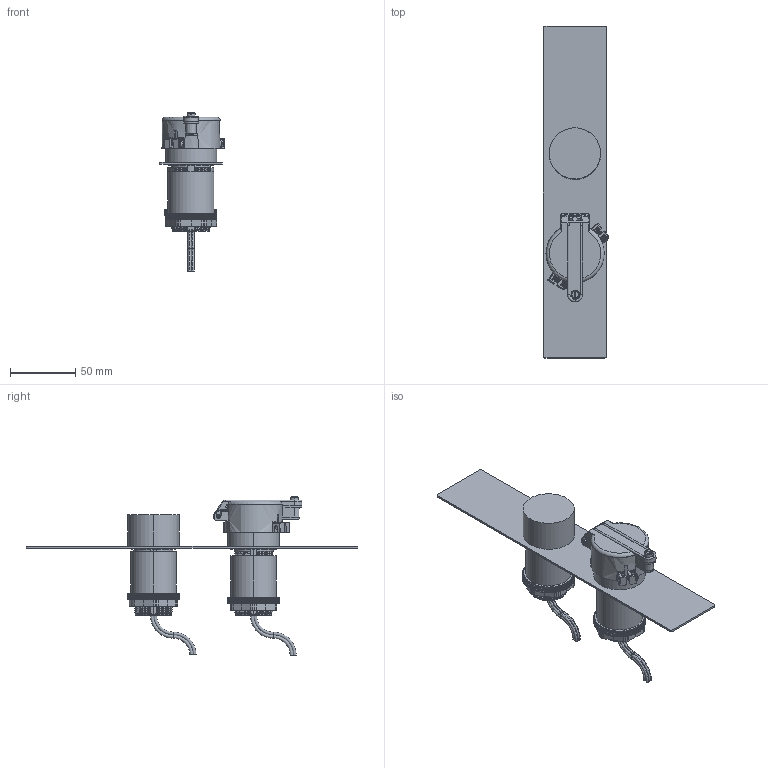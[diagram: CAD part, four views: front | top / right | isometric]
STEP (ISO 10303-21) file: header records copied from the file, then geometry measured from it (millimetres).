
FILE_DESCRIPTION (( 'STEP AP214' ), '1' );
FILE_NAME ('R-3WMT-LMF.STEP', '2018-07-25T15:59:09', ( '' ), ( '' ), 'SwSTEP 2.0', 'SolidWorks 2017', '' );
FILE_SCHEMA (( 'AUTOMOTIVE_DESIGN' ));
Length unit declared in the file: millimetre
Products named in the file (19): R-3MT-KIT-x_3D8; R-3MT-KIT-x_3D7; R-3MT-KIT-x_3D6; R-3MT-KIT-x_3D5; R-3MT-KIT-x_3D4; keystone-PN2413; 90380A110panheadplastite 4-20x1_2; R-3MT_UNIT_1; S10; R-3W; R-3W_NUT; R-3W-SLEEVE; R-3W-SEAL; R-3W-UNIT; P-S10S21-LMF_FP060_1; R-3WMT-LMF; S21; R-3MT-KIT-x_3D10; R-3MT-KIT-x_3D9
Assembly tree (19 placements, depth 4):
  R-3WMT-LMF
    P-S10S21-LMF_FP060_1
    S10
      R-3W
        R-3W-UNIT
        R-3W-SEAL
        R-3W-SLEEVE
        R-3W_NUT
    S21
      R-3MT_UNIT_1
      90380A110panheadplastite 4-20x1_2  x2
      keystone-PN2413
      R-3MT-KIT-x_3D4
      R-3MT-KIT-x_3D5
      R-3MT-KIT-x_3D6
      R-3MT-KIT-x_3D7
      R-3MT-KIT-x_3D8
      R-3MT-KIT-x_3D9
      R-3MT-KIT-x_3D10
Bounding box: 49.87 x 254 x 120.93 mm (x, y, z)
Volume: 182994 mm3; surface area: 89296.2 mm2
Topology: 25 solids, 28 shells, 2646 faces, 7345 edges, 4718 vertices
Faces by surface type: plane 990, bspline 909, cylinder 512, torus 112, cone 73, sphere 50
Entity records: 165690 total; most frequent: CARTESIAN_POINT 87621, ORIENTED_EDGE 13901, DIRECTION 7069, EDGE_CURVE 7016, VERTEX_POINT 4518, B_SPLINE_CURVE_WITH_KNOTS 3745, EDGE_LOOP 2593, FACE_OUTER_BOUND 2544
